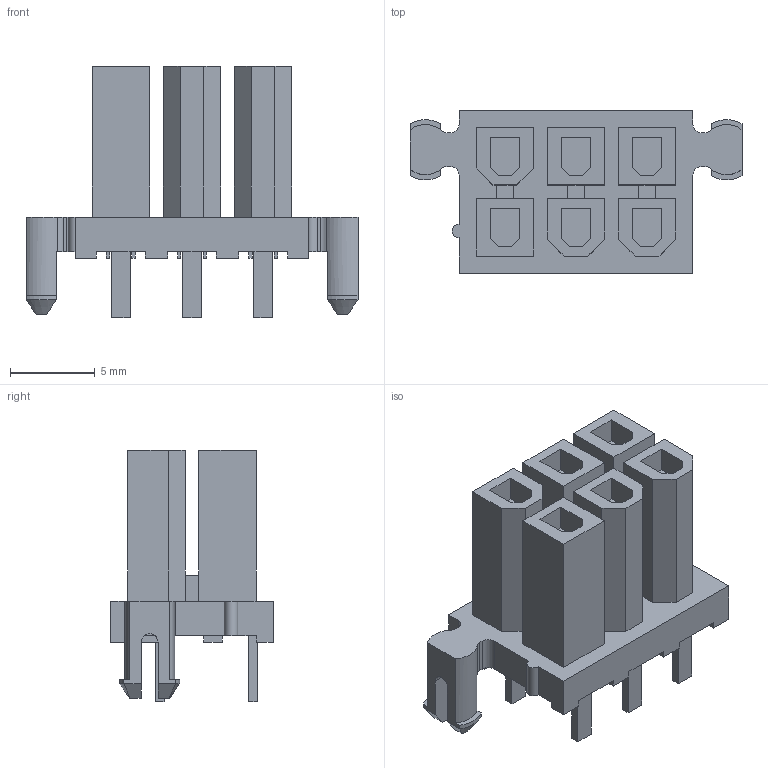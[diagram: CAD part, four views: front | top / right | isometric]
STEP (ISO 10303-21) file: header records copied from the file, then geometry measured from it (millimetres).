
FILE_DESCRIPTION((''),'2;1');
FILE_NAME('015247060','2016-08-26T',('rlalsangi'),(''),'PRO/ENGINEER BY PARAMETRIC TECHNOLOGY CORPORATION, 2012310','PRO/ENGINEER BY PARAMETRIC TECHNOLOGY CORPORATION, 2012310','');
FILE_SCHEMA(('CONFIG_CONTROL_DESIGN'));
Length unit declared in the file: millimetre
Products named in the file (1): 015247060
Bounding box: 19.6 x 9.6 x 14.83 mm (x, y, z)
Volume: 905 mm3; surface area: 1356.6 mm2
Topology: 1 solids, 1 shells, 269 faces, 726 edges, 488 vertices
Faces by surface type: plane 246, cylinder 19, cone 4
Entity records: 8349 total; most frequent: CARTESIAN_POINT 1496, ORIENTED_EDGE 1416, DIRECTION 1324, EDGE_CURVE 708, VECTOR 652, LINE 652, VERTEX_POINT 468, AXIS2_PLACEMENT_3D 336
